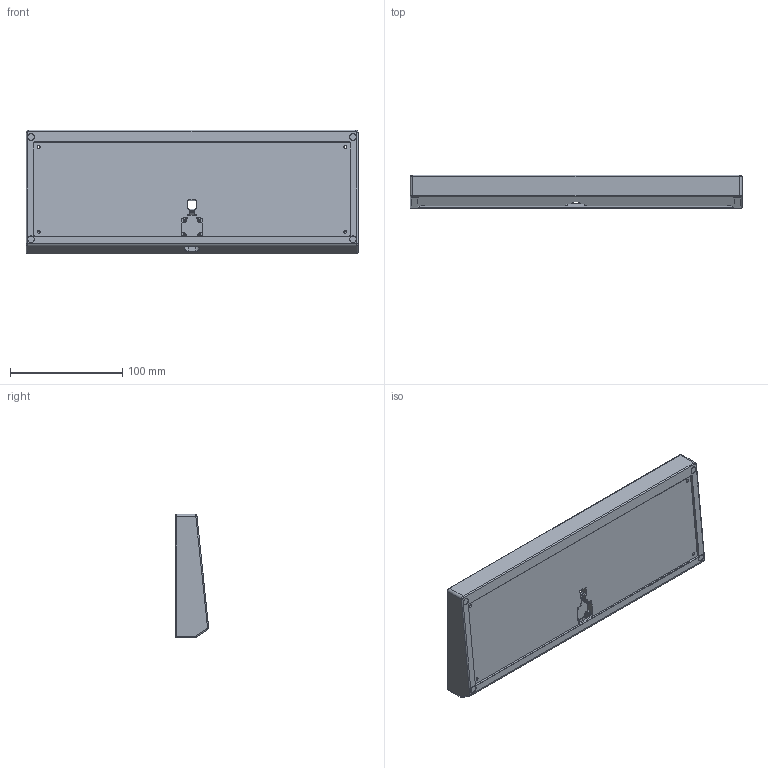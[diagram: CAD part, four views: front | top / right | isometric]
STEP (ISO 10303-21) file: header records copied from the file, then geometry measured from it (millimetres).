
FILE_DESCRIPTION(/* description */ (''),/* implementation_level */ '2;1');
FILE_NAME(/* name */ 'Case.step',/* time_stamp */ '2024-04-23T22:53:36-04:00',/* author */ (''),/* organization */ (''),/* preprocessor_version */ 'ST-DEVELOPER v20',/* originating_system */ 'Autodesk Translation Framework v12.20.1.177',/* authorisation */ '');
FILE_SCHEMA (('AUTOMOTIVE_DESIGN { 1 0 10303 214 3 1 1 }'));
Length unit declared in the file: millimetre
Products named in the file (1): (Unsaved)
Bounding box: 295.7 x 29.59 x 110.2 mm (x, y, z)
Volume: 258778.7 mm3; surface area: 98813.7 mm2
Topology: 1 solids, 1 shells, 327 faces, 885 edges, 572 vertices
Faces by surface type: cylinder 192, plane 99, bspline 22, cone 8, torus 6
Full cylindrical faces by diameter (mm): 1.567 x36, 2 x36, 2.529 x4, 6 x4
Entity records: 18061 total; most frequent: CARTESIAN_POINT 10006, ORIENTED_EDGE 1770, DIRECTION 1565, EDGE_CURVE 885, VERTEX_POINT 572, AXIS2_PLACEMENT_3D 565, LINE 435, VECTOR 435
